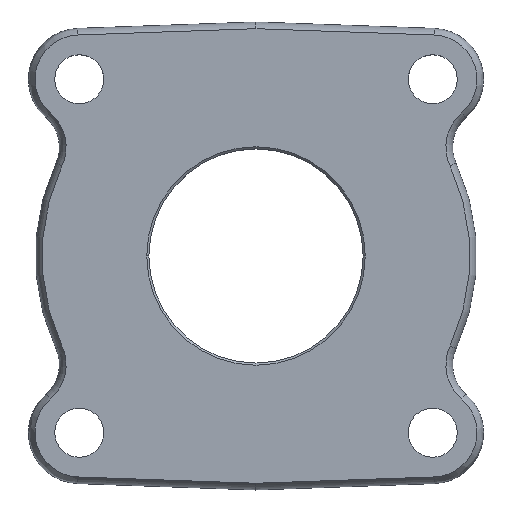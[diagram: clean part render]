
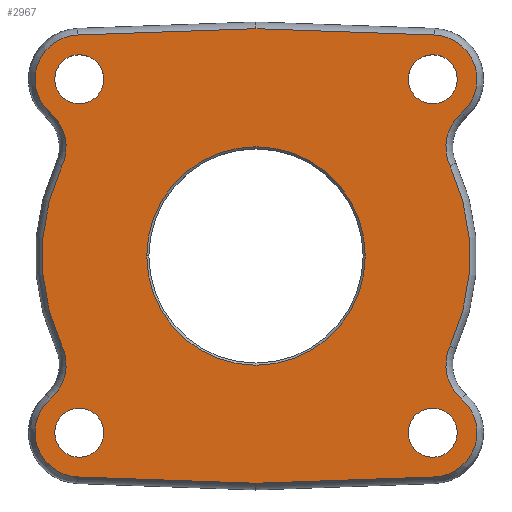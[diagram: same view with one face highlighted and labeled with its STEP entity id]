
A CAD part, top view. The second image highlights one B-rep face of the part: STEP entity #2967.
In plain terms, the highlighted planar face has unit normal (0, 0, 1).
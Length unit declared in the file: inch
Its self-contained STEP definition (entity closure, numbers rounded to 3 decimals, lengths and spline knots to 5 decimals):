
#301=CARTESIAN_POINT('',(-1.23744,-1.23744,-0.04688));
#302=DIRECTION('',(0.,0.,1.));
#303=DIRECTION('',(1.,0.,0.));
#304=AXIS2_PLACEMENT_3D('',#301,#302,#303);
#306=CARTESIAN_POINT('',(-1.23744,-1.23744,-0.04688));
#307=DIRECTION('',(0.,0.,1.));
#308=DIRECTION('',(-1.,0.,0.));
#309=AXIS2_PLACEMENT_3D('',#306,#307,#308);
#311=CARTESIAN_POINT('',(1.23744,-1.23744,-0.04688));
#312=DIRECTION('',(0.,0.,1.));
#313=DIRECTION('',(1.,0.,0.));
#314=AXIS2_PLACEMENT_3D('',#311,#312,#313);
#316=CARTESIAN_POINT('',(1.23744,-1.23744,-0.04688));
#317=DIRECTION('',(0.,0.,1.));
#318=DIRECTION('',(-1.,0.,0.));
#319=AXIS2_PLACEMENT_3D('',#316,#317,#318);
#321=CARTESIAN_POINT('',(1.23744,1.23744,-0.04688));
#322=DIRECTION('',(0.,0.,1.));
#323=DIRECTION('',(1.,0.,0.));
#324=AXIS2_PLACEMENT_3D('',#321,#322,#323);
#326=CARTESIAN_POINT('',(1.23744,1.23744,-0.04688));
#327=DIRECTION('',(0.,0.,1.));
#328=DIRECTION('',(-1.,0.,0.));
#329=AXIS2_PLACEMENT_3D('',#326,#327,#328);
#331=CARTESIAN_POINT('',(-1.23744,1.23744,-0.04688));
#332=DIRECTION('',(0.,0.,1.));
#333=DIRECTION('',(1.,0.,0.));
#334=AXIS2_PLACEMENT_3D('',#331,#332,#333);
#336=CARTESIAN_POINT('',(-1.23744,1.23744,-0.04688));
#337=DIRECTION('',(0.,0.,1.));
#338=DIRECTION('',(-1.,0.,0.));
#339=AXIS2_PLACEMENT_3D('',#336,#337,#338);
#341=DIRECTION('',(-0.999,0.035,0.));
#342=VECTOR('',#341,1.24876);
#343=CARTESIAN_POINT('',(1.24798,1.54739,-0.04688));
#344=LINE('',#343,#342);
#345=CARTESIAN_POINT('',(1.237,1.237,-0.04688));
#346=DIRECTION('',(0.,0.,1.));
#347=DIRECTION('',(0.651,-0.759,0.));
#348=AXIS2_PLACEMENT_3D('',#345,#346,#347);
#350=CARTESIAN_POINT('',(1.64416,0.76282,-0.04688));
#351=DIRECTION('',(0.,0.,-1.));
#352=DIRECTION('',(-0.907,-0.421,0.));
#353=AXIS2_PLACEMENT_3D('',#350,#351,#352);
#355=CARTESIAN_POINT('',(0.,0.,-0.04688));
#356=DIRECTION('',(0.,0.,-1.));
#357=DIRECTION('',(0.907,0.421,0.));
#358=AXIS2_PLACEMENT_3D('',#355,#356,#357);
#360=CARTESIAN_POINT('',(1.64416,-0.76282,-0.04688));
#361=DIRECTION('',(0.,0.,-1.));
#362=DIRECTION('',(-0.651,-0.759,0.));
#363=AXIS2_PLACEMENT_3D('',#360,#361,#362);
#365=CARTESIAN_POINT('',(1.237,-1.237,-0.04688));
#366=DIRECTION('',(0.,0.,-1.));
#367=DIRECTION('',(0.651,0.759,0.));
#368=AXIS2_PLACEMENT_3D('',#365,#366,#367);
#370=DIRECTION('',(0.999,0.035,0.));
#371=VECTOR('',#370,1.24876);
#372=CARTESIAN_POINT('',(0.,-1.59154,-0.04688));
#373=LINE('',#372,#371);
#374=DIRECTION('',(0.999,-0.035,0.));
#375=VECTOR('',#374,1.24876);
#376=CARTESIAN_POINT('',(-1.24798,-1.54739,-0.04688));
#377=LINE('',#376,#375);
#378=CARTESIAN_POINT('',(-1.237,-1.237,-0.04688));
#379=DIRECTION('',(0.,0.,1.));
#380=DIRECTION('',(-0.651,0.759,0.));
#381=AXIS2_PLACEMENT_3D('',#378,#379,#380);
#383=CARTESIAN_POINT('',(-1.64416,-0.76282,-0.04688));
#384=DIRECTION('',(0.,0.,1.));
#385=DIRECTION('',(0.651,-0.759,0.));
#386=AXIS2_PLACEMENT_3D('',#383,#384,#385);
#388=CARTESIAN_POINT('',(0.,0.,-0.04688));
#389=DIRECTION('',(0.,0.,-1.));
#390=DIRECTION('',(-0.907,-0.421,0.));
#391=AXIS2_PLACEMENT_3D('',#388,#389,#390);
#393=CARTESIAN_POINT('',(-1.64416,0.76282,-0.04688));
#394=DIRECTION('',(0.,0.,-1.));
#395=DIRECTION('',(0.651,0.759,0.));
#396=AXIS2_PLACEMENT_3D('',#393,#394,#395);
#398=CARTESIAN_POINT('',(-1.237,1.237,-0.04688));
#399=DIRECTION('',(0.,0.,-1.));
#400=DIRECTION('',(-0.651,-0.759,0.));
#401=AXIS2_PLACEMENT_3D('',#398,#399,#400);
#403=DIRECTION('',(-0.999,-0.035,0.));
#404=VECTOR('',#403,1.24876);
#405=CARTESIAN_POINT('',(0.,1.59154,-0.04688));
#406=LINE('',#405,#404);
#407=CARTESIAN_POINT('',(0.,0.,-0.04688));
#408=DIRECTION('',(0.,0.,-1.));
#409=DIRECTION('',(-1.,0.,0.));
#410=AXIS2_PLACEMENT_3D('',#407,#408,#409);
#412=CARTESIAN_POINT('',(0.,0.,-0.04688));
#413=DIRECTION('',(0.,0.,-1.));
#414=DIRECTION('',(1.,0.,0.));
#415=AXIS2_PLACEMENT_3D('',#412,#413,#414);
#2376=CARTESIAN_POINT('',(-1.06556,-1.23744,-0.04688));
#2377=CARTESIAN_POINT('',(-1.40931,-1.23744,-0.04688));
#2378=VERTEX_POINT('',#2376);
#2379=VERTEX_POINT('',#2377);
#2380=CARTESIAN_POINT('',(1.40931,-1.23744,-0.04688));
#2381=CARTESIAN_POINT('',(1.06556,-1.23744,-0.04688));
#2382=VERTEX_POINT('',#2380);
#2383=VERTEX_POINT('',#2381);
#2384=CARTESIAN_POINT('',(1.40931,1.23744,-0.04688));
#2385=CARTESIAN_POINT('',(1.06556,1.23744,-0.04688));
#2386=VERTEX_POINT('',#2384);
#2387=VERTEX_POINT('',#2385);
#2388=CARTESIAN_POINT('',(-1.06556,1.23744,-0.04688));
#2389=CARTESIAN_POINT('',(-1.40931,1.23744,-0.04688));
#2390=VERTEX_POINT('',#2388);
#2391=VERTEX_POINT('',#2389);
#2392=CARTESIAN_POINT('',(1.24798,1.54739,-0.04688));
#2393=CARTESIAN_POINT('',(0.,1.59154,-0.04688));
#2394=VERTEX_POINT('',#2392);
#2395=VERTEX_POINT('',#2393);
#2396=CARTESIAN_POINT('',(1.43933,1.00137,-0.04688));
#2397=VERTEX_POINT('',#2396);
#2398=CARTESIAN_POINT('',(1.35894,0.63049,-0.04688));
#2399=VERTEX_POINT('',#2398);
#2400=CARTESIAN_POINT('',(1.35894,-0.63049,-0.04688));
#2401=VERTEX_POINT('',#2400);
#2402=CARTESIAN_POINT('',(1.43933,-1.00137,-0.04688));
#2403=VERTEX_POINT('',#2402);
#2404=CARTESIAN_POINT('',(1.24798,-1.54739,-0.04688));
#2405=VERTEX_POINT('',#2404);
#2406=CARTESIAN_POINT('',(0.,-1.59154,-0.04688));
#2407=VERTEX_POINT('',#2406);
#2408=CARTESIAN_POINT('',(-1.24798,1.54739,-0.04688));
#2409=VERTEX_POINT('',#2408);
#2410=CARTESIAN_POINT('',(-1.43933,1.00137,-0.04688));
#2411=VERTEX_POINT('',#2410);
#2412=CARTESIAN_POINT('',(-1.35894,0.63049,-0.04688));
#2413=VERTEX_POINT('',#2412);
#2414=CARTESIAN_POINT('',(-1.35894,-0.63049,-0.04688));
#2415=VERTEX_POINT('',#2414);
#2416=CARTESIAN_POINT('',(-1.43933,-1.00137,-0.04688));
#2417=VERTEX_POINT('',#2416);
#2418=CARTESIAN_POINT('',(-1.24798,-1.54739,-0.04688));
#2419=VERTEX_POINT('',#2418);
#2420=CARTESIAN_POINT('',(-0.765,0.,-0.04688));
#2421=CARTESIAN_POINT('',(0.765,0.,-0.04688));
#2422=VERTEX_POINT('',#2420);
#2423=VERTEX_POINT('',#2421);
#2903=CARTESIAN_POINT('',(0.,0.,-0.04688));
#2904=DIRECTION('',(0.,0.,1.));
#2905=DIRECTION('',(0.,1.,0.));
#2906=AXIS2_PLACEMENT_3D('',#2903,#2904,#2905);
#2907=PLANE('',#2906);
#2909=ORIENTED_EDGE('',*,*,#2908,.F.);
#2911=ORIENTED_EDGE('',*,*,#2910,.F.);
#2913=ORIENTED_EDGE('',*,*,#2912,.F.);
#2915=ORIENTED_EDGE('',*,*,#2914,.T.);
#2917=ORIENTED_EDGE('',*,*,#2916,.F.);
#2919=ORIENTED_EDGE('',*,*,#2918,.T.);
#2921=ORIENTED_EDGE('',*,*,#2920,.F.);
#2923=ORIENTED_EDGE('',*,*,#2922,.F.);
#2925=ORIENTED_EDGE('',*,*,#2924,.F.);
#2927=ORIENTED_EDGE('',*,*,#2926,.T.);
#2929=ORIENTED_EDGE('',*,*,#2928,.T.);
#2931=ORIENTED_EDGE('',*,*,#2930,.F.);
#2932=ORIENTED_EDGE('',*,*,#2893,.T.);
#2934=ORIENTED_EDGE('',*,*,#2933,.F.);
#2935=EDGE_LOOP('',(#2909,#2911,#2913,#2915,#2917,#2919,#2921,#2923,#2925,#2927,
#2929,#2931,#2932,#2934));
#2936=FACE_OUTER_BOUND('',#2935,.F.);
#2938=ORIENTED_EDGE('',*,*,#2937,.T.);
#2940=ORIENTED_EDGE('',*,*,#2939,.T.);
#2941=EDGE_LOOP('',(#2938,#2940));
#2942=FACE_BOUND('',#2941,.F.);
#2944=ORIENTED_EDGE('',*,*,#2943,.T.);
#2946=ORIENTED_EDGE('',*,*,#2945,.T.);
#2947=EDGE_LOOP('',(#2944,#2946));
#2948=FACE_BOUND('',#2947,.F.);
#2950=ORIENTED_EDGE('',*,*,#2949,.T.);
#2952=ORIENTED_EDGE('',*,*,#2951,.T.);
#2953=EDGE_LOOP('',(#2950,#2952));
#2954=FACE_BOUND('',#2953,.F.);
#2956=ORIENTED_EDGE('',*,*,#2955,.T.);
#2958=ORIENTED_EDGE('',*,*,#2957,.T.);
#2959=EDGE_LOOP('',(#2956,#2958));
#2960=FACE_BOUND('',#2959,.F.);
#2962=ORIENTED_EDGE('',*,*,#2961,.F.);
#2964=ORIENTED_EDGE('',*,*,#2963,.F.);
#2965=EDGE_LOOP('',(#2962,#2964));
#2966=FACE_BOUND('',#2965,.F.);
#305=CIRCLE('',#304,0.17188);
#310=CIRCLE('',#309,0.17188);
#315=CIRCLE('',#314,0.17188);
#320=CIRCLE('',#319,0.17188);
#325=CIRCLE('',#324,0.17188);
#330=CIRCLE('',#329,0.17188);
#335=CIRCLE('',#334,0.17188);
#340=CIRCLE('',#339,0.17188);
#349=CIRCLE('',#348,0.31058);
#354=CIRCLE('',#353,0.31442);
#359=CIRCLE('',#358,1.49808);
#364=CIRCLE('',#363,0.31442);
#369=CIRCLE('',#368,0.31058);
#382=CIRCLE('',#381,0.31058);
#387=CIRCLE('',#386,0.31442);
#392=CIRCLE('',#391,1.49808);
#397=CIRCLE('',#396,0.31442);
#402=CIRCLE('',#401,0.31058);
#411=CIRCLE('',#410,0.765);
#416=CIRCLE('',#415,0.765);
#2893=EDGE_CURVE('',#2411,#2409,#402,.T.);
#2908=EDGE_CURVE('',#2394,#2395,#344,.T.);
#2910=EDGE_CURVE('',#2397,#2394,#349,.T.);
#2912=EDGE_CURVE('',#2399,#2397,#354,.T.);
#2914=EDGE_CURVE('',#2399,#2401,#359,.T.);
#2916=EDGE_CURVE('',#2403,#2401,#364,.T.);
#2918=EDGE_CURVE('',#2403,#2405,#369,.T.);
#2920=EDGE_CURVE('',#2407,#2405,#373,.T.);
#2922=EDGE_CURVE('',#2419,#2407,#377,.T.);
#2924=EDGE_CURVE('',#2417,#2419,#382,.T.);
#2926=EDGE_CURVE('',#2417,#2415,#387,.T.);
#2928=EDGE_CURVE('',#2415,#2413,#392,.T.);
#2930=EDGE_CURVE('',#2411,#2413,#397,.T.);
#2933=EDGE_CURVE('',#2395,#2409,#406,.T.);
#2937=EDGE_CURVE('',#2382,#2383,#315,.T.);
#2939=EDGE_CURVE('',#2383,#2382,#320,.T.);
#2943=EDGE_CURVE('',#2386,#2387,#325,.T.);
#2945=EDGE_CURVE('',#2387,#2386,#330,.T.);
#2949=EDGE_CURVE('',#2390,#2391,#335,.T.);
#2951=EDGE_CURVE('',#2391,#2390,#340,.T.);
#2955=EDGE_CURVE('',#2378,#2379,#305,.T.);
#2957=EDGE_CURVE('',#2379,#2378,#310,.T.);
#2961=EDGE_CURVE('',#2422,#2423,#411,.T.);
#2963=EDGE_CURVE('',#2423,#2422,#416,.T.);
#2967=ADVANCED_FACE('',(#2936,#2942,#2948,#2954,#2960,#2966),#2907,.T.);
